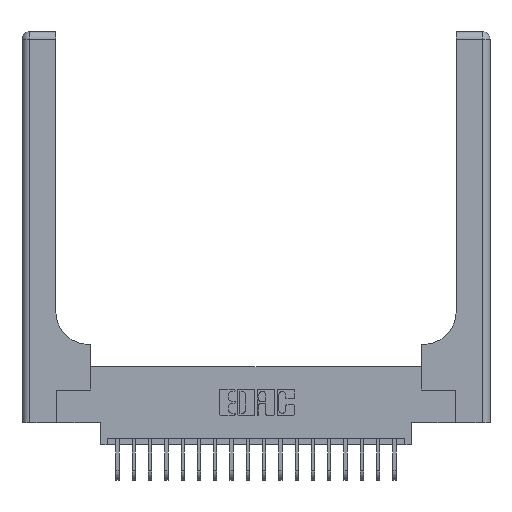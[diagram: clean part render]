
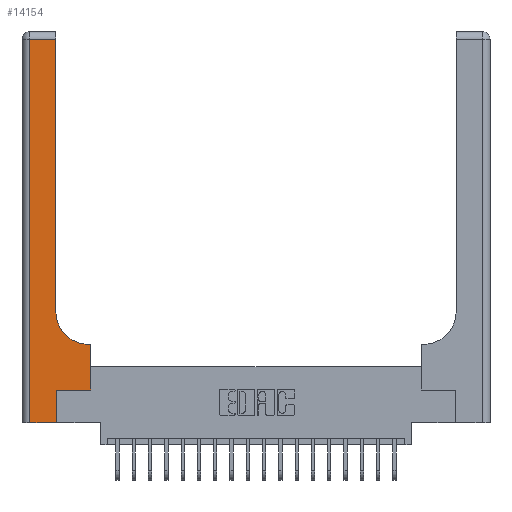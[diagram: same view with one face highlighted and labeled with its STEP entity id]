
A CAD part, top view. The second image highlights one B-rep face of the part: STEP entity #14154.
In plain terms, the highlighted planar face has unit normal (0, 0, 1).
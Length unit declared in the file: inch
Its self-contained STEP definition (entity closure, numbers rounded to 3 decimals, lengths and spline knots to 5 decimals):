
#37 = CARTESIAN_POINT ( 'NONE',  ( 0.265, 0., 0.37 ) ) ;
#45 = ORIENTED_EDGE ( 'NONE', *, *, #15782, .T. ) ;
#324 = DIRECTION ( 'NONE',  ( 1., 0., 0. ) ) ;
#743 = CARTESIAN_POINT ( 'NONE',  ( 0.06, 3., 0.37 ) ) ;
#912 = CARTESIAN_POINT ( 'NONE',  ( 0.265, 0.25, 0.37 ) ) ;
#1168 = LINE ( 'NONE', #19599, #13841 ) ;
#1256 = DIRECTION ( 'NONE',  ( 1., 0., 0. ) ) ;
#1355 = CARTESIAN_POINT ( 'NONE',  ( 0.528, 0.6, 0.37 ) ) ;
#1663 = VERTEX_POINT ( 'NONE', #12457 ) ;
#2074 = CARTESIAN_POINT ( 'NONE',  ( 0.528, 0.25, 0.37 ) ) ;
#2270 = DIRECTION ( 'NONE',  ( 0., -1., 0. ) ) ;
#2834 = AXIS2_PLACEMENT_3D ( 'NONE', #4877, #15599, #6388 ) ;
#3140 = ORIENTED_EDGE ( 'NONE', *, *, #16859, .T. ) ;
#3276 = VERTEX_POINT ( 'NONE', #7057 ) ;
#3344 = CARTESIAN_POINT ( 'NONE',  ( 0., 0., 0.37 ) ) ;
#3451 = CARTESIAN_POINT ( 'NONE',  ( 0.06, 0., 0.37 ) ) ;
#3698 = DIRECTION ( 'NONE',  ( 0., 1., 0. ) ) ;
#3813 = VERTEX_POINT ( 'NONE', #13265 ) ;
#3955 = VERTEX_POINT ( 'NONE', #1355 ) ;
#4117 = ORIENTED_EDGE ( 'NONE', *, *, #9768, .T. ) ;
#4128 = VECTOR ( 'NONE', #5154, 39.37008 ) ;
#4877 = CARTESIAN_POINT ( 'NONE',  ( 0., 3., 0.37 ) ) ;
#5154 = DIRECTION ( 'NONE',  ( 0., 1., 0. ) ) ;
#5919 = VECTOR ( 'NONE', #8358, 39.37008 ) ;
#6388 = DIRECTION ( 'NONE',  ( -1., 0., 0. ) ) ;
#6783 = VECTOR ( 'NONE', #3698, 39.37008 ) ;
#7057 = CARTESIAN_POINT ( 'NONE',  ( 0.26, 2.94, 0.37 ) ) ;
#7338 = VECTOR ( 'NONE', #10490, 39.37008 ) ;
#7423 = CARTESIAN_POINT ( 'NONE',  ( 0.26, 0.6, 0.37 ) ) ;
#7462 = EDGE_CURVE ( 'NONE', #3813, #9073, #14277, .T. ) ;
#8129 = FACE_OUTER_BOUND ( 'NONE', #16355, .T. ) ;
#8306 = VERTEX_POINT ( 'NONE', #37 ) ;
#8358 = DIRECTION ( 'NONE',  ( -1., 0., 0. ) ) ;
#9073 = VERTEX_POINT ( 'NONE', #3451 ) ;
#9768 = EDGE_CURVE ( 'NONE', #8306, #13494, #14947, .T. ) ;
#9986 = LINE ( 'NONE', #11365, #5919 ) ;
#10028 = EDGE_CURVE ( 'NONE', #3955, #17996, #14569, .T. ) ;
#10268 = DIRECTION ( 'NONE',  ( 0., 1., 0. ) ) ;
#10399 = DIRECTION ( 'NONE',  ( 0., 0., -1. ) ) ;
#10490 = DIRECTION ( 'NONE',  ( -1., 0., 0. ) ) ;
#10723 = EDGE_CURVE ( 'NONE', #17996, #1663, #12124, .T. ) ;
#11318 = CARTESIAN_POINT ( 'NONE',  ( 0.265, 0., 0.37 ) ) ;
#11336 = VECTOR ( 'NONE', #10268, 39.37008 ) ;
#11365 = CARTESIAN_POINT ( 'NONE',  ( 0., 2.94, 0.37 ) ) ;
#11816 = LINE ( 'NONE', #17902, #11336 ) ;
#11860 = EDGE_CURVE ( 'NONE', #1663, #3276, #11816, .T. ) ;
#12124 = CIRCLE ( 'NONE', #13199, 0.25 ) ;
#12276 = LINE ( 'NONE', #2074, #4128 ) ;
#12457 = CARTESIAN_POINT ( 'NONE',  ( 0.26, 0.85, 0.37 ) ) ;
#12515 = PLANE ( 'NONE',  #2834 ) ;
#12794 = EDGE_CURVE ( 'NONE', #14009, #3955, #12276, .T. ) ;
#13199 = AXIS2_PLACEMENT_3D ( 'NONE', #19572, #10399, #1256 ) ;
#13211 = ORIENTED_EDGE ( 'NONE', *, *, #15598, .T. ) ;
#13265 = CARTESIAN_POINT ( 'NONE',  ( 0.06, 2.94, 0.37 ) ) ;
#13333 = VECTOR ( 'NONE', #2270, 39.37008 ) ;
#13393 = DIRECTION ( 'NONE',  ( 1., 0., 0. ) ) ;
#13494 = VERTEX_POINT ( 'NONE', #912 ) ;
#13600 = VECTOR ( 'NONE', #324, 39.37008 ) ;
#13685 = ORIENTED_EDGE ( 'NONE', *, *, #10028, .T. ) ;
#13841 = VECTOR ( 'NONE', #13393, 39.37008 ) ;
#14009 = VERTEX_POINT ( 'NONE', #15267 ) ;
#14120 = CARTESIAN_POINT ( 'NONE',  ( 0.51, 0.6, 0.37 ) ) ;
#14154 = ADVANCED_FACE ( 'NONE', ( #8129 ), #12515, .F. ) ;
#14277 = LINE ( 'NONE', #743, #13333 ) ;
#14569 = LINE ( 'NONE', #7423, #7338 ) ;
#14875 = ORIENTED_EDGE ( 'NONE', *, *, #11860, .T. ) ;
#14947 = LINE ( 'NONE', #11318, #6783 ) ;
#15146 = ORIENTED_EDGE ( 'NONE', *, *, #10723, .T. ) ;
#15267 = CARTESIAN_POINT ( 'NONE',  ( 0.528, 0.25, 0.37 ) ) ;
#15598 = EDGE_CURVE ( 'NONE', #13494, #14009, #1168, .T. ) ;
#15599 = DIRECTION ( 'NONE',  ( 0., 0., -1. ) ) ;
#15782 = EDGE_CURVE ( 'NONE', #9073, #8306, #17670, .T. ) ;
#16355 = EDGE_LOOP ( 'NONE', ( #14875, #3140, #19428, #45, #4117, #13211, #17273, #13685, #15146 ) ) ;
#16859 = EDGE_CURVE ( 'NONE', #3276, #3813, #9986, .T. ) ;
#17273 = ORIENTED_EDGE ( 'NONE', *, *, #12794, .T. ) ;
#17670 = LINE ( 'NONE', #3344, #13600 ) ;
#17902 = CARTESIAN_POINT ( 'NONE',  ( 0.26, 3., 0.37 ) ) ;
#17996 = VERTEX_POINT ( 'NONE', #14120 ) ;
#19428 = ORIENTED_EDGE ( 'NONE', *, *, #7462, .T. ) ;
#19572 = CARTESIAN_POINT ( 'NONE',  ( 0.51, 0.85, 0.37 ) ) ;
#19599 = CARTESIAN_POINT ( 'NONE',  ( 0.265, 0.25, 0.37 ) ) ;
